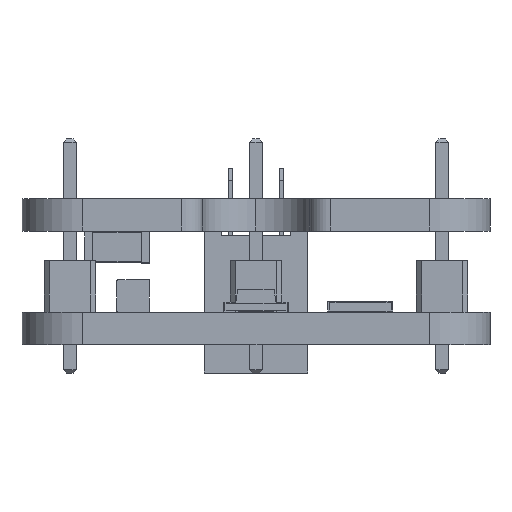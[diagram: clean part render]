
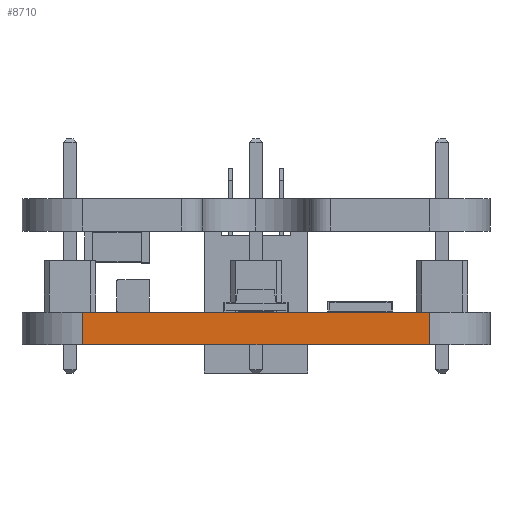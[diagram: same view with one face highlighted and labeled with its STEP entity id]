
A CAD part, front view. The second image highlights one B-rep face of the part: STEP entity #8710.
In plain terms, the highlighted planar face has unit normal (0, -1, 0).
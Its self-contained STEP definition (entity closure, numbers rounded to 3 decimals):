
#8650 = EDGE_CURVE('',#8651,#8653,#8655,.T.);
#8651 = VERTEX_POINT('',#8652);
#8652 = CARTESIAN_POINT('',(103.167,-94.342,0.));
#8653 = VERTEX_POINT('',#8654);
#8654 = CARTESIAN_POINT('',(103.167,-94.342,-1.6));
#8655 = LINE('',#8656,#8657);
#8656 = CARTESIAN_POINT('',(103.167,-94.342,0.));
#8657 = VECTOR('',#8658,1.);
#8658 = DIRECTION('',(0.,0.,-1.));
#8710 = ADVANCED_FACE('',(#8711),#8736,.T.);
#8711 = FACE_BOUND('',#8712,.T.);
#8712 = EDGE_LOOP('',(#8713,#8714,#8722,#8730));
#8713 = ORIENTED_EDGE('',*,*,#8650,.T.);
#8714 = ORIENTED_EDGE('',*,*,#8715,.T.);
#8715 = EDGE_CURVE('',#8653,#8716,#8718,.T.);
#8716 = VERTEX_POINT('',#8717);
#8717 = CARTESIAN_POINT('',(120.245,-94.342,-1.6));
#8718 = LINE('',#8719,#8720);
#8719 = CARTESIAN_POINT('',(103.167,-94.342,-1.6));
#8720 = VECTOR('',#8721,1.);
#8721 = DIRECTION('',(1.,0.,0.));
#8722 = ORIENTED_EDGE('',*,*,#8723,.F.);
#8723 = EDGE_CURVE('',#8724,#8716,#8726,.T.);
#8724 = VERTEX_POINT('',#8725);
#8725 = CARTESIAN_POINT('',(120.245,-94.342,0.));
#8726 = LINE('',#8727,#8728);
#8727 = CARTESIAN_POINT('',(120.245,-94.342,0.));
#8728 = VECTOR('',#8729,1.);
#8729 = DIRECTION('',(0.,0.,-1.));
#8730 = ORIENTED_EDGE('',*,*,#8731,.F.);
#8731 = EDGE_CURVE('',#8651,#8724,#8732,.T.);
#8732 = LINE('',#8733,#8734);
#8733 = CARTESIAN_POINT('',(103.167,-94.342,0.));
#8734 = VECTOR('',#8735,1.);
#8735 = DIRECTION('',(1.,0.,0.));
#8736 = PLANE('',#8737);
#8737 = AXIS2_PLACEMENT_3D('',#8738,#8739,#8740);
#8738 = CARTESIAN_POINT('',(103.167,-94.342,0.));
#8739 = DIRECTION('',(0.,-1.,0.));
#8740 = DIRECTION('',(1.,0.,0.));
